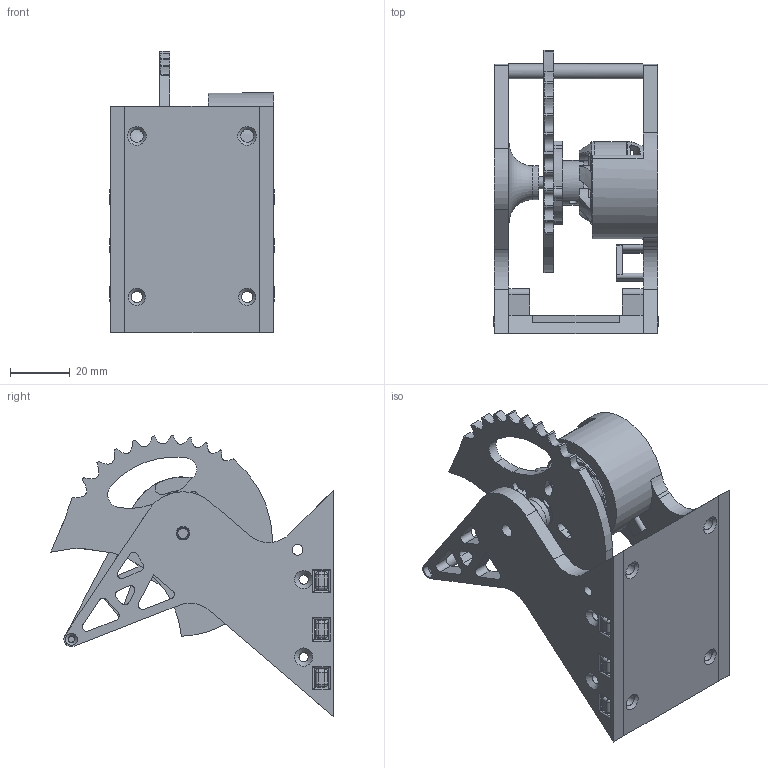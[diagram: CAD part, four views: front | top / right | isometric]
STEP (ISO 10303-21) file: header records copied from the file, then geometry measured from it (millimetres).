
FILE_DESCRIPTION(/* description */ (''),/* implementation_level */ '2;1');
FILE_NAME(/* name */ 'WeaponAndMount.iam.step',/* time_stamp */ '2024-02-27T11:33:40-06:00',/* author */ ('smz3rm'),/* organization */ (''),/* preprocessor_version */ 'ST-DEVELOPER v18',/* originating_system */ 'Autodesk Inventor 2020',/* authorisation */ '');
FILE_SCHEMA (('AUTOMOTIVE_DESIGN { 1 0 10303 214 3 1 1 }'));
Length unit declared in the file: millimetre
Products named in the file (9): WeaponAndMount; VertWeaponMount; WeaponMountBaseV1; WeaponMountLeftPlateV1; WeaponMountRightPlateV1; WeaponAssembly; BladeHubV1; WeaponMotorV1; WeaponV2
Assembly tree (8 placements, depth 3):
  WeaponAndMount
    VertWeaponMount
      WeaponMountBaseV1
      WeaponMountLeftPlateV1
      WeaponMountRightPlateV1
    WeaponAssembly
      BladeHubV1
      WeaponMotorV1
      WeaponV2
Bounding box: 55.3 x 94.85 x 94.39 mm (x, y, z)
Volume: 70158.7 mm3; surface area: 46633.1 mm2
Topology: 10 solids, 10 shells, 603 faces, 1746 edges, 1147 vertices
Faces by surface type: cylinder 334, plane 196, sphere 24, cone 22, bspline 22, torus 5
Full cylindrical faces by diameter (mm): 1.118 x3, 2.1 x1, 2.2 x1, 2.286 x1, 2.4 x3, 2.5 x4, 2.705 x5, 3.1 x8, 3.6 x3, 3.75 x2, 4 x4, 4.2 x4, 4.25 x2, 4.5 x2, 5 x5, 7.3 x1, 8.5 x1, 8.56 x1, 8.93 x1, 8.94 x1, 10.02 x1, 11.3 x1, 15 x1, 22.606 x2, 27.7 x1, 27.8 x2
Entity records: 21463 total; most frequent: CARTESIAN_POINT 4242, DIRECTION 3679, ORIENTED_EDGE 3492, EDGE_CURVE 1746, AXIS2_PLACEMENT_3D 1432, VERTEX_POINT 1147, LINE 815, VECTOR 815
